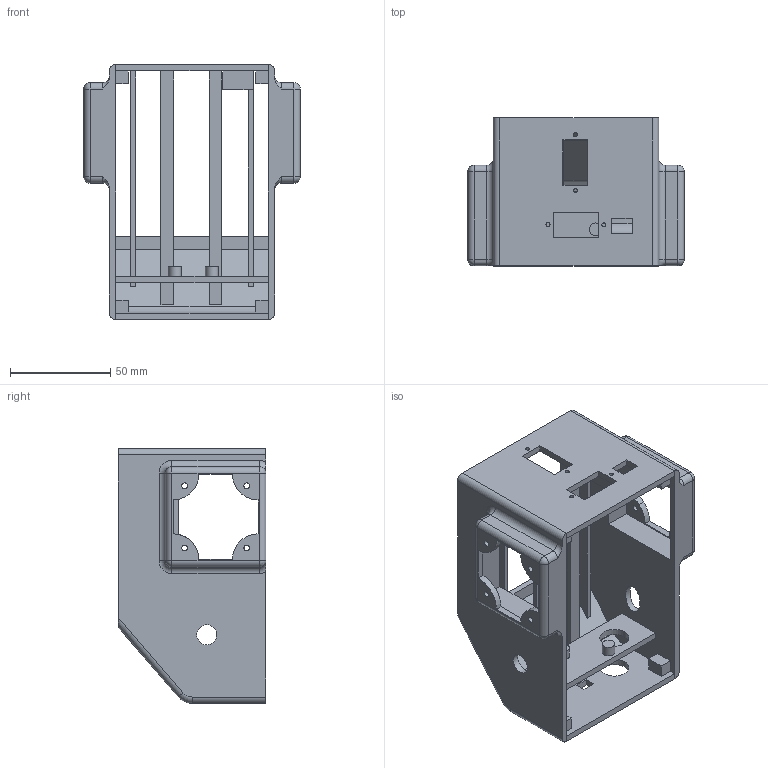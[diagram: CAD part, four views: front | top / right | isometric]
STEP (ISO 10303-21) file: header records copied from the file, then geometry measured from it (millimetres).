
FILE_DESCRIPTION(/* description */ (''),/* implementation_level */ '2;1');
FILE_NAME(/* name */ 'MainBody2.stp',/* time_stamp */ '2024-11-08T23:25:14-06:00',/* author */ ('paulj'),/* organization */ (''),/* preprocessor_version */ 'ST-DEVELOPER v20',/* originating_system */ 'Autodesk Inventor 2025',/* authorisation */ '');
FILE_SCHEMA (('AUTOMOTIVE_DESIGN { 1 0 10303 214 3 1 1 }'));
Length unit declared in the file: inch
Products named in the file (5): MainBody; MotorConfig; MotorConfig_MIR; Back Panel; FrontPanel
Assembly tree (4 placements, depth 2):
  MainBody
    MotorConfig
    MotorConfig_MIR
    Back Panel
    FrontPanel
Bounding box: 107.93 x 73.66 x 127 mm (x, y, z)
Volume: 121108.5 mm3; surface area: 88363.8 mm2
Topology: 4 solids, 4 shells, 212 faces, 579 edges, 427 vertices
Faces by surface type: plane 132, cylinder 59, torus 10, sphere 8, cone 2, bspline 1
Full cylindrical faces by diameter (mm): 2 x6, 2.863 x2, 2.87 x6, 6.35 x2, 10 x1, 14.503 x2
Entity records: 6919 total; most frequent: CARTESIAN_POINT 1249, DIRECTION 1120, ORIENTED_EDGE 1096, EDGE_CURVE 548, LINE 412, VECTOR 412, VERTEX_POINT 354, AXIS2_PLACEMENT_3D 354
